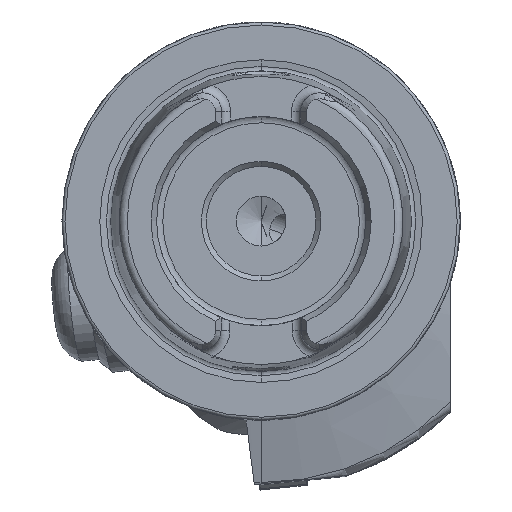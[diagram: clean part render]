
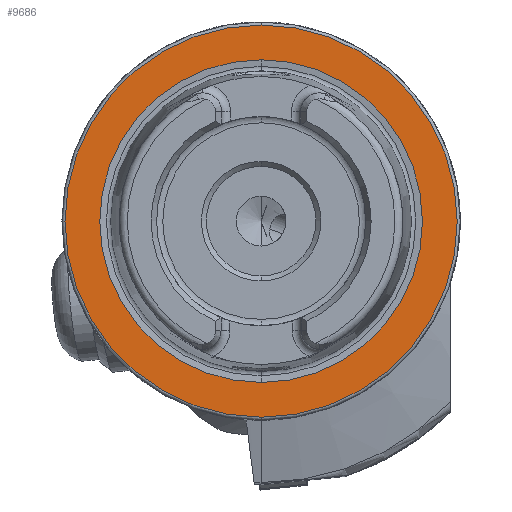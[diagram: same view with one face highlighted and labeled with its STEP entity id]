
A CAD part, left-side view. The second image highlights one B-rep face of the part: STEP entity #9686.
In plain terms, the highlighted planar face has unit normal (-1, 0, 0).
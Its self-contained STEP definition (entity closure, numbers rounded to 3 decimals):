
#350 = CARTESIAN_POINT ( 'NONE',  ( 0., 0., 0. ) ) ;
#407 = ORIENTED_EDGE ( 'NONE', *, *, #3488, .T. ) ;
#899 = FACE_OUTER_BOUND ( 'NONE', #962, .T. ) ;
#962 = EDGE_LOOP ( 'NONE', ( #407, #15796 ) ) ;
#1799 = CARTESIAN_POINT ( 'NONE',  ( 0., 0., 0. ) ) ;
#2383 = AXIS2_PLACEMENT_3D ( 'NONE', #5479, #9703, #15259 ) ;
#2436 = CIRCLE ( 'NONE', #14426, 19.7 ) ;
#3488 = EDGE_CURVE ( 'NONE', #13220, #9857, #2436, .T. ) ;
#3552 = DIRECTION ( 'NONE',  ( 1., 0., 0. ) ) ;
#3593 = DIRECTION ( 'NONE',  ( -1., 0., 0. ) ) ;
#4565 = DIRECTION ( 'NONE',  ( 0., 0., 1. ) ) ;
#5069 = DIRECTION ( 'NONE',  ( 0., 0., 1. ) ) ;
#5479 = CARTESIAN_POINT ( 'NONE',  ( 0., 0., 0. ) ) ;
#5599 = CARTESIAN_POINT ( 'NONE',  ( 0., 0., 0. ) ) ;
#5779 = VERTEX_POINT ( 'NONE', #9626 ) ;
#6385 = CARTESIAN_POINT ( 'NONE',  ( 0., 0., 16.207 ) ) ;
#6421 = FACE_BOUND ( 'NONE', #6681, .T. ) ;
#6612 = PLANE ( 'NONE',  #16830 ) ;
#6681 = EDGE_LOOP ( 'NONE', ( #11194, #10007 ) ) ;
#6853 = AXIS2_PLACEMENT_3D ( 'NONE', #5599, #3593, #5069 ) ;
#6868 = AXIS2_PLACEMENT_3D ( 'NONE', #350, #13023, #15824 ) ;
#9170 = DIRECTION ( 'NONE',  ( 0., 0., -1. ) ) ;
#9626 = CARTESIAN_POINT ( 'NONE',  ( 0., 0., -16.207 ) ) ;
#9686 = ADVANCED_FACE ( 'NONE', ( #6421, #899 ), #6612, .F. ) ;
#9703 = DIRECTION ( 'NONE',  ( -1., 0., 0. ) ) ;
#9857 = VERTEX_POINT ( 'NONE', #13823 ) ;
#10007 = ORIENTED_EDGE ( 'NONE', *, *, #15117, .F. ) ;
#11194 = ORIENTED_EDGE ( 'NONE', *, *, #15253, .F. ) ;
#13023 = DIRECTION ( 'NONE',  ( -1., 0., 0. ) ) ;
#13220 = VERTEX_POINT ( 'NONE', #17620 ) ;
#13823 = CARTESIAN_POINT ( 'NONE',  ( 0., 0., -19.7 ) ) ;
#13909 = EDGE_CURVE ( 'NONE', #9857, #13220, #14097, .T. ) ;
#14097 = CIRCLE ( 'NONE', #2383, 19.7 ) ;
#14270 = DIRECTION ( 'NONE',  ( -1., 0., 0. ) ) ;
#14426 = AXIS2_PLACEMENT_3D ( 'NONE', #1799, #14270, #4565 ) ;
#14821 = CARTESIAN_POINT ( 'NONE',  ( 0., 19.7, 0. ) ) ;
#15117 = EDGE_CURVE ( 'NONE', #5779, #17154, #16801, .T. ) ;
#15253 = EDGE_CURVE ( 'NONE', #17154, #5779, #17684, .T. ) ;
#15259 = DIRECTION ( 'NONE',  ( 0., 0., 1. ) ) ;
#15796 = ORIENTED_EDGE ( 'NONE', *, *, #13909, .T. ) ;
#15824 = DIRECTION ( 'NONE',  ( 0., 0., 1. ) ) ;
#16801 = CIRCLE ( 'NONE', #6853, 16.207 ) ;
#16830 = AXIS2_PLACEMENT_3D ( 'NONE', #14821, #3552, #9170 ) ;
#17154 = VERTEX_POINT ( 'NONE', #6385 ) ;
#17620 = CARTESIAN_POINT ( 'NONE',  ( 0., 0., 19.7 ) ) ;
#17684 = CIRCLE ( 'NONE', #6868, 16.207 ) ;
